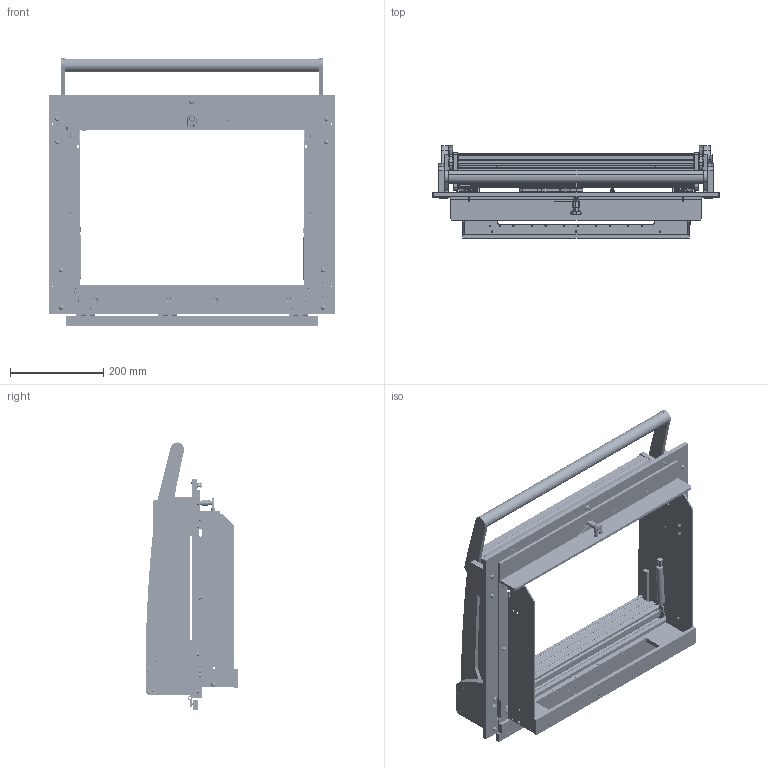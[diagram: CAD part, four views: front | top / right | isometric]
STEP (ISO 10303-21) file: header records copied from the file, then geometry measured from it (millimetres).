
FILE_DESCRIPTION (( 'STEP AP214' ), '1' );
FILE_NAME ('INGUN_43570.STEP', '2024-11-18T08:53:52', ( '' ), ( '' ), 'SwSTEP 2.0', 'SolidWorks 2023', '' );
FILE_SCHEMA (( 'AUTOMOTIVE_DESIGN' ));
Length unit declared in the file: millimetre
Products named in the file (80): DIN985-A2~n_M05,0; 2528~0; 31443~1; ISO7380~n_M05,0x008; 38827~0_S; 43581~6_KUNDE<S>; INGUN_43570; 57801~2_S; DIN7991~n_M03,0x016 VA; 53828~0_KUNDE<S>; DIN6325~n_03,0m6x010; K_02037~0; SCHNORR~n_04,3 M04; 53831~2_KUNDE<S>; 31194~0; 35151~0_S; DIN6325~n_04,0m6x016; 43582~10_KUNDE<S>; 37973~3_S; 109975~0_KUNDE<S>; 37756~4_KUNDE<S>; 31109~0; 43494~2_KUNDE<S>; 115901~1_verstemmt <S>; 32578~1_S; 35651~1_S; 32587~7_S; 2281~0_180°<Standard>; 30955~0_S; 49317~0; 37971~8_S; 43495~0_S; 43579~2_KUNDE<S>; 109128~0_S; 53031~0_S; SCHNORR~n_05,3 M05; 31666~1_S; 109978~1_KUNDE<S>; 109974~0_KUNDE<S>; K_02037~0_Standard ohne Dyn Punkt<Standard> ...
Assembly tree (172 placements, depth 5):
  INGUN_43570
    109982~2_S
      43491~5
      37968~2_S
      37971~8_S
      37972~6_S
      2281~0_180°<Standard>  x3
        2281~0
      32341~6_S
      53031~0_S
      35649~1_S
      35651~1_S
      31253~0_S
      30955~0_S
      30915~0
      ASR~asr_Øi04,2x07xØa8  x2
      2528~0  x2
      31109~0
      37973~3_S
      38827~0_S
      31666~1_S
      114566~2_S  x2
        115900~0_S
          115689~0_S
          115901~1_verstemmt <S>
          30618~4_S
          116176~0_S
        DIN912~n_M04,0x016
        SCHNORR~n_04,3 M04
      ISO7380~n_M05,0x008  x2
      DIN7991~n_M05,0x025  x6
      DIN7991~n_M05,0x016  x14
      DIN7991~n_M05,0x020  x8
      SCHNORR~n_05,3 M05  x4
      DIN985-A2~n_M05,0  x4
      DIN6325~n_04,0m6x024
      DIN6325~n_04,0m6x016
      DIN7991~n_M03,0x016 VA  x2
      DIN912~n_M04,0x012
      DIN6325~n_02,0m6x020
      DIN6325~n_03,0m6x010  x4
      DIN6325~n_04,0m6x014  x2
    109974~0_KUNDE<S>
      53831~2_KUNDE<S>
      43579~2_KUNDE<S>
    109975~0_KUNDE<S>
      53831~2_KUNDE<S>
      43579~2_KUNDE<S>
    109989~1_KUNDE<S>
      37756~4_KUNDE<S>
      37758~3_KUNDE<S>
      34328~1_S  x2
      31442~6_S
      43587~1_S
      32587~7_S
      35097~0
      31443~1
      35151~0_S
      32724~1
      3521~0_Spring Pin ISO 8752 - 3 x 16 - St  x5
Bounding box: 616 x 198 x 574.15 mm (x, y, z)
Volume: 4724297.8 mm3; surface area: 1986648.9 mm2
Topology: 174 solids, 174 shells, 4201 faces, 10616 edges, 6771 vertices
Faces by surface type: cylinder 1754, plane 1620, cone 589, torus 89, bspline 81, sphere 68
Entity records: 81252 total; most frequent: CARTESIAN_POINT 15548, DIRECTION 14006, ORIENTED_EDGE 12662, EDGE_CURVE 6331, AXIS2_PLACEMENT_3D 5308, VERTEX_POINT 4089, VECTOR 3390, LINE 3390
